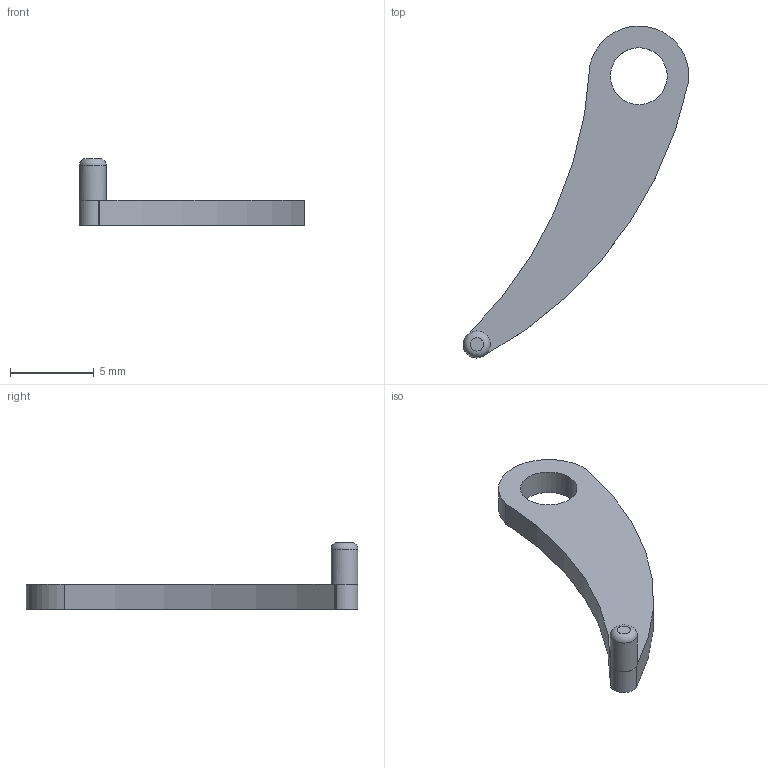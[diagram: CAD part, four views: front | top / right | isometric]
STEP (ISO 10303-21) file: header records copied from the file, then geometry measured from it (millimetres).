
FILE_DESCRIPTION(('FreeCAD Model'),'2;1');
FILE_NAME( 'Pata.stp', '2017-02-15T17:25:50',('Author'),(''), 'Open CASCADE STEP processor 6.8','FreeCAD','Unknown');
FILE_SCHEMA(('AUTOMOTIVE_DESIGN_CC2 { 1 2 10303 214 -1 1 5 4 }'));
Length unit declared in the file: millimetre
Products named in the file (2): ASSEMBLY; PataGrandePie
Assembly tree (1 placements, depth 2):
  ASSEMBLY
    PataGrandePie
Bounding box: 13.51 x 19.86 x 4 mm (x, y, z)
Volume: 129.1 mm3; surface area: 269.5 mm2
Topology: 1 solids, 1 shells, 12 faces, 29 edges, 19 vertices
Faces by surface type: cylinder 7, plane 4, torus 1
Full cylindrical faces by diameter (mm): 1.6 x1, 3.4 x1
Entity records: 820 total; most frequent: CARTESIAN_POINT 220, DIRECTION 110, ORIENTED_EDGE 58, PCURVE 58, DEFINITIONAL_REPRESENTATION 58, LINE 39, VECTOR 39, AXIS2_PLACEMENT_3D 34
